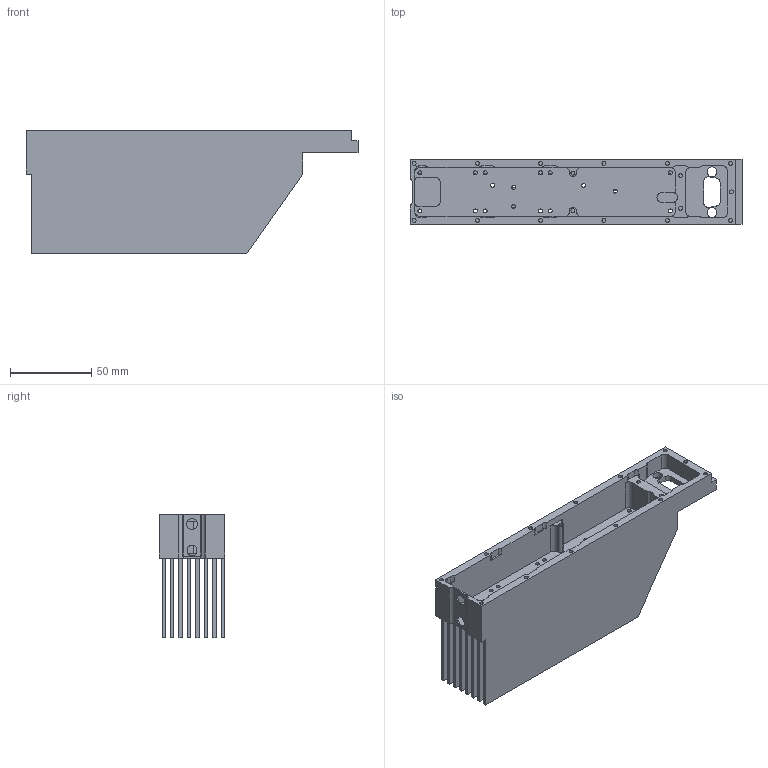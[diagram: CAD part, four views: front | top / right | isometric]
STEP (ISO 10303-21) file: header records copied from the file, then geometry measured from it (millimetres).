
FILE_DESCRIPTION(/* description */ ('Alibre Inc.'),/* implementation_level */ '2;1');
FILE_NAME(/* name */ 'export0',/* time_stamp */ '2017-11-27T01:39:58+01:00',/* author */ (''),/* organization */ (''),/* preprocessor_version */ 'ST-DEVELOPER v14',/* originating_system */ 'Alibre',/* authorisation */ '');
FILE_SCHEMA (('CONFIG_CONTROL_DESIGN'));
Length unit declared in the file: centimetre
Products named in the file (1): ID_1
Bounding box: 204 x 40 x 76 mm (x, y, z)
Volume: 191958.1 mm3; surface area: 158155.3 mm2
Topology: 1 solids, 1 shells, 228 faces, 660 edges, 436 vertices
Faces by surface type: plane 137, cylinder 91
Full cylindrical faces by diameter (mm): 2.459 x34, 6 x2, 6.8 x1
Entity records: 6953 total; most frequent: ORIENTED_EDGE 1208, CARTESIAN_POINT 1185, DIRECTION 1061, EDGE_CURVE 604, VERTEX_POINT 417, AXIS2_PLACEMENT_3D 410, VECTOR 358, LINE 358
